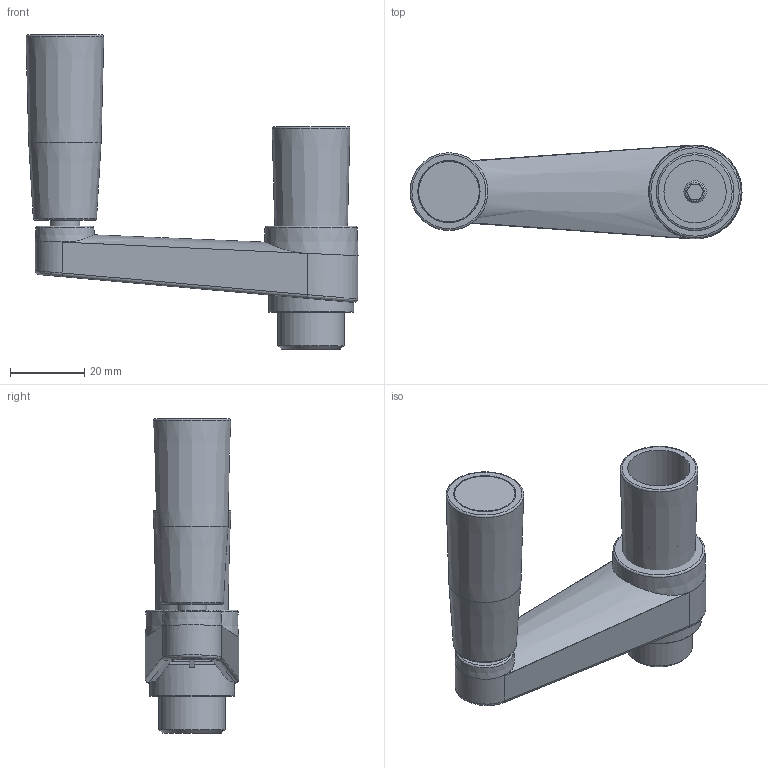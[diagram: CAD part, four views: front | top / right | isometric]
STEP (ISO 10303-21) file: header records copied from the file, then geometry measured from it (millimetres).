
FILE_DESCRIPTION( ( 'Unknown' ), '1' );
FILE_NAME( '6384020_MH065-MEP.stp', 'Unknown', ( 'Unknown' ), ( 'Unknown' ), 'XStep 1.0', 'Unknown', ' ' );
FILE_SCHEMA( ( 'CONFIG_CONTROL_DESIGN' ) );
Length unit declared in the file: millimetre
Products named in the file (8): Assem1; 8700245; 1801102; 1831119; 1833052; 1831033; 8900183; 1839400
Bounding box: 89.49 x 25.3 x 84.75 mm (x, y, z)
Volume: 63655.7 mm3; surface area: 42122.6 mm2
Topology: 14 solids, 14 shells, 342 faces, 790 edges, 498 vertices
Faces by surface type: plane 220, cylinder 64, cone 34, torus 14, bspline 10
Full cylindrical faces by diameter (mm): 1.786 x2, 4 x2, 4.8 x2, 5 x4, 5.1 x2, 6 x4, 8 x8, 12.85 x2, 16.5 x2, 16.7 x2, 16.78 x2, 18 x2, 19 x4, 20 x4, 22.947 x2
Entity records: 5157 total; most frequent: CARTESIAN_POINT 1093, DIRECTION 787, ORIENTED_EDGE 682, EDGE_CURVE 341, AXIS2_PLACEMENT_3D 286, VERTEX_POINT 238, EDGE_LOOP 232, LINE 215
